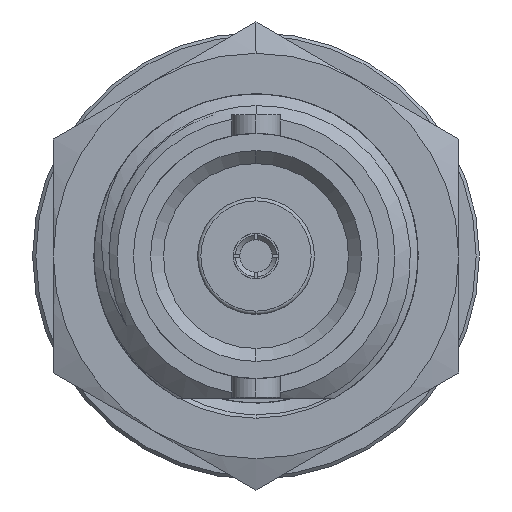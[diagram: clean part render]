
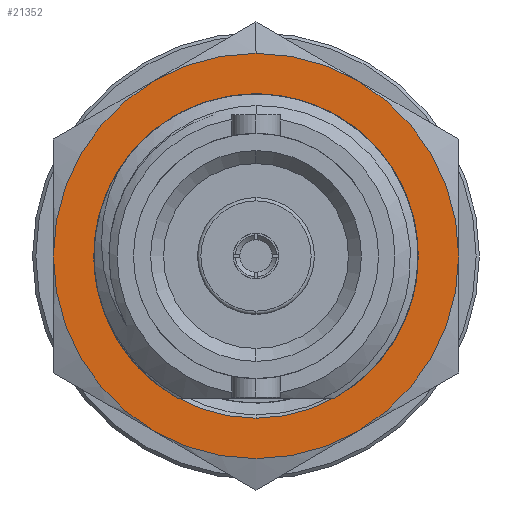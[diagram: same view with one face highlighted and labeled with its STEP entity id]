
A CAD part, left-side view. The second image highlights one B-rep face of the part: STEP entity #21352.
In plain terms, the highlighted planar face has unit normal (-1, 0, 0).
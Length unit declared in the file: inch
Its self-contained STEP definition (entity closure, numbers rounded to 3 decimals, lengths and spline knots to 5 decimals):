
#1 = CARTESIAN_POINT ( 'NONE',  ( 0.48452, 0., 0. ) ) ;
#65 = EDGE_CURVE ( 'NONE', #5568, #19147, #13760, .T. ) ;
#234 = CIRCLE ( 'NONE', #19079, 0.3125 ) ;
#240 = DIRECTION ( 'NONE',  ( -1., 0., 0. ) ) ;
#378 = CARTESIAN_POINT ( 'NONE',  ( 0.48452, 0., 0. ) ) ;
#584 = CIRCLE ( 'NONE', #21042, 0.3125 ) ;
#800 = DIRECTION ( 'NONE',  ( 0., 0., 1. ) ) ;
#873 = AXIS2_PLACEMENT_3D ( 'NONE', #9955, #3230, #1595 ) ;
#1595 = DIRECTION ( 'NONE',  ( 0., 0., 1. ) ) ;
#1620 = ORIENTED_EDGE ( 'NONE', *, *, #7750, .T. ) ;
#1776 = VERTEX_POINT ( 'NONE', #19009 ) ;
#2062 = CARTESIAN_POINT ( 'NONE',  ( 0.48452, 0., 0.3125 ) ) ;
#2387 = ORIENTED_EDGE ( 'NONE', *, *, #9036, .T. ) ;
#2847 = ORIENTED_EDGE ( 'NONE', *, *, #7779, .T. ) ;
#3230 = DIRECTION ( 'NONE',  ( -1., 0., 0. ) ) ;
#3685 = AXIS2_PLACEMENT_3D ( 'NONE', #18678, #8515, #18903 ) ;
#4086 = EDGE_LOOP ( 'NONE', ( #6544, #9528 ) ) ;
#4878 = DIRECTION ( 'NONE',  ( 0., 0., 1. ) ) ;
#5031 = PLANE ( 'NONE',  #8808 ) ;
#5336 = CARTESIAN_POINT ( 'NONE',  ( 0.48452, 0., 0. ) ) ;
#5460 = DIRECTION ( 'NONE',  ( 0., 0., 1. ) ) ;
#5568 = VERTEX_POINT ( 'NONE', #11284 ) ;
#6544 = ORIENTED_EDGE ( 'NONE', *, *, #65, .F. ) ;
#6693 = CARTESIAN_POINT ( 'NONE',  ( 0.48452, 0.15625, 0.27063 ) ) ;
#6942 = DIRECTION ( 'NONE',  ( 0., 0., 1. ) ) ;
#7022 = CIRCLE ( 'NONE', #18884, 0.3125 ) ;
#7087 = AXIS2_PLACEMENT_3D ( 'NONE', #5336, #17138, #13995 ) ;
#7522 = DIRECTION ( 'NONE',  ( -1., 0., 0. ) ) ;
#7750 = EDGE_CURVE ( 'NONE', #18277, #15335, #18438, .T. ) ;
#7779 = EDGE_CURVE ( 'NONE', #10628, #1776, #17921, .T. ) ;
#7859 = CARTESIAN_POINT ( 'NONE',  ( 0.48452, 0.3125, 0. ) ) ;
#7990 = DIRECTION ( 'NONE',  ( 0., 0., 1. ) ) ;
#8013 = ORIENTED_EDGE ( 'NONE', *, *, #14629, .T. ) ;
#8273 = EDGE_CURVE ( 'NONE', #13154, #10628, #9402, .T. ) ;
#8339 = EDGE_LOOP ( 'NONE', ( #8013, #1620, #9685, #8787, #17913, #2847, #2387 ) ) ;
#8515 = DIRECTION ( 'NONE',  ( -1., 0., 0. ) ) ;
#8787 = ORIENTED_EDGE ( 'NONE', *, *, #15140, .T. ) ;
#8808 = AXIS2_PLACEMENT_3D ( 'NONE', #18369, #20236, #4878 ) ;
#9036 = EDGE_CURVE ( 'NONE', #1776, #15760, #7022, .T. ) ;
#9402 = CIRCLE ( 'NONE', #7087, 0.3125 ) ;
#9528 = ORIENTED_EDGE ( 'NONE', *, *, #16537, .F. ) ;
#9685 = ORIENTED_EDGE ( 'NONE', *, *, #10463, .T. ) ;
#9775 = AXIS2_PLACEMENT_3D ( 'NONE', #17209, #240, #18753 ) ;
#9955 = CARTESIAN_POINT ( 'NONE',  ( 0.48452, 0., 0. ) ) ;
#10463 = EDGE_CURVE ( 'NONE', #15335, #11134, #584, .T. ) ;
#10628 = VERTEX_POINT ( 'NONE', #16898 ) ;
#10785 = FACE_BOUND ( 'NONE', #4086, .T. ) ;
#10869 = CARTESIAN_POINT ( 'NONE',  ( 0.48452, 0., 0.25015 ) ) ;
#11134 = VERTEX_POINT ( 'NONE', #7859 ) ;
#11284 = CARTESIAN_POINT ( 'NONE',  ( 0.48452, 0., -0.25015 ) ) ;
#12023 = DIRECTION ( 'NONE',  ( -1., 0., 0. ) ) ;
#12049 = DIRECTION ( 'NONE',  ( -1., 0., 0. ) ) ;
#12391 = CIRCLE ( 'NONE', #13352, 0.25015 ) ;
#13154 = VERTEX_POINT ( 'NONE', #21709 ) ;
#13352 = AXIS2_PLACEMENT_3D ( 'NONE', #378, #13758, #5460 ) ;
#13758 = DIRECTION ( 'NONE',  ( -1., 0., 0. ) ) ;
#13760 = CIRCLE ( 'NONE', #873, 0.25015 ) ;
#13995 = DIRECTION ( 'NONE',  ( 0., 0., 1. ) ) ;
#14031 = DIRECTION ( 'NONE',  ( 0., 0., 1. ) ) ;
#14629 = EDGE_CURVE ( 'NONE', #15760, #18277, #19348, .T. ) ;
#15140 = EDGE_CURVE ( 'NONE', #11134, #13154, #234, .T. ) ;
#15335 = VERTEX_POINT ( 'NONE', #6693 ) ;
#15760 = VERTEX_POINT ( 'NONE', #20918 ) ;
#15999 = CARTESIAN_POINT ( 'NONE',  ( 0.48452, 0., 0. ) ) ;
#16537 = EDGE_CURVE ( 'NONE', #19147, #5568, #12391, .T. ) ;
#16898 = CARTESIAN_POINT ( 'NONE',  ( 0.48452, -0.15625, -0.27063 ) ) ;
#17138 = DIRECTION ( 'NONE',  ( -1., 0., 0. ) ) ;
#17209 = CARTESIAN_POINT ( 'NONE',  ( 0.48452, 0., 0. ) ) ;
#17692 = FACE_OUTER_BOUND ( 'NONE', #8339, .T. ) ;
#17913 = ORIENTED_EDGE ( 'NONE', *, *, #8273, .T. ) ;
#17921 = CIRCLE ( 'NONE', #3685, 0.3125 ) ;
#18160 = CARTESIAN_POINT ( 'NONE',  ( 0.48452, 0., 0. ) ) ;
#18277 = VERTEX_POINT ( 'NONE', #2062 ) ;
#18369 = CARTESIAN_POINT ( 'NONE',  ( 0.48452, 0., 0. ) ) ;
#18438 = CIRCLE ( 'NONE', #9775, 0.3125 ) ;
#18678 = CARTESIAN_POINT ( 'NONE',  ( 0.48452, 0., 0. ) ) ;
#18753 = DIRECTION ( 'NONE',  ( 0., 0., 1. ) ) ;
#18784 = CARTESIAN_POINT ( 'NONE',  ( 0.48452, 0., 0. ) ) ;
#18884 = AXIS2_PLACEMENT_3D ( 'NONE', #1, #12049, #6942 ) ;
#18903 = DIRECTION ( 'NONE',  ( 0., 0., 1. ) ) ;
#19009 = CARTESIAN_POINT ( 'NONE',  ( 0.48452, -0.3125, 0. ) ) ;
#19079 = AXIS2_PLACEMENT_3D ( 'NONE', #18784, #12023, #14031 ) ;
#19147 = VERTEX_POINT ( 'NONE', #10869 ) ;
#19348 = CIRCLE ( 'NONE', #21475, 0.3125 ) ;
#19949 = DIRECTION ( 'NONE',  ( -1., 0., 0. ) ) ;
#20236 = DIRECTION ( 'NONE',  ( -1., 0., 0. ) ) ;
#20918 = CARTESIAN_POINT ( 'NONE',  ( 0.48452, -0.15625, 0.27063 ) ) ;
#21042 = AXIS2_PLACEMENT_3D ( 'NONE', #18160, #19949, #7990 ) ;
#21352 = ADVANCED_FACE ( 'NONE', ( #10785, #17692 ), #5031, .T. ) ;
#21475 = AXIS2_PLACEMENT_3D ( 'NONE', #15999, #7522, #800 ) ;
#21709 = CARTESIAN_POINT ( 'NONE',  ( 0.48452, 0.15625, -0.27063 ) ) ;
